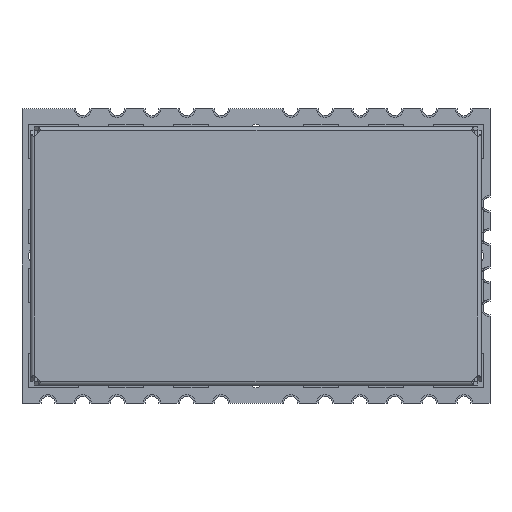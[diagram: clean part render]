
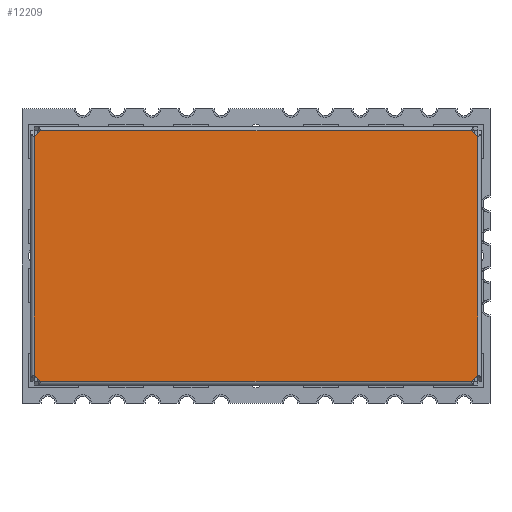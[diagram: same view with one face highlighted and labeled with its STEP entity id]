
A CAD part, top view. The second image highlights one B-rep face of the part: STEP entity #12209.
In plain terms, the highlighted planar face has unit normal (0, 0, 1).
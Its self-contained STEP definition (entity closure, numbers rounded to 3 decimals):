
#3535=ORIENTED_EDGE('',*,*,#5449,.F.);
#3536=ORIENTED_EDGE('',*,*,#5450,.F.);
#3537=ORIENTED_EDGE('',*,*,#5451,.T.);
#3538=ORIENTED_EDGE('',*,*,#5452,.T.);
#3539=ORIENTED_EDGE('',*,*,#5453,.T.);
#3540=ORIENTED_EDGE('',*,*,#5454,.F.);
#3541=ORIENTED_EDGE('',*,*,#5455,.F.);
#3542=ORIENTED_EDGE('',*,*,#5456,.T.);
#5449=EDGE_CURVE('',#6623,#6624,#8007,.T.);
#5450=EDGE_CURVE('',#6625,#6623,#8008,.T.);
#5451=EDGE_CURVE('',#6625,#6626,#8009,.T.);
#5452=EDGE_CURVE('',#6626,#6627,#8010,.T.);
#5453=EDGE_CURVE('',#6627,#6628,#8011,.T.);
#5454=EDGE_CURVE('',#6629,#6628,#8012,.T.);
#5455=EDGE_CURVE('',#6630,#6629,#8013,.T.);
#5456=EDGE_CURVE('',#6630,#6624,#8014,.T.);
#6623=VERTEX_POINT('',#20120);
#6624=VERTEX_POINT('',#20121);
#6625=VERTEX_POINT('',#20123);
#6626=VERTEX_POINT('',#20125);
#6627=VERTEX_POINT('',#20127);
#6628=VERTEX_POINT('',#20129);
#6629=VERTEX_POINT('',#20131);
#6630=VERTEX_POINT('',#20133);
#8007=LINE('',#20119,#9367);
#8008=LINE('',#20122,#9368);
#8009=LINE('',#20124,#9369);
#8010=LINE('',#20126,#9370);
#8011=LINE('',#20128,#9371);
#8012=LINE('',#20130,#9372);
#8013=LINE('',#20132,#9373);
#8014=LINE('',#20134,#9374);
#9367=VECTOR('',#16311,1000.);
#9368=VECTOR('',#16312,1000.);
#9369=VECTOR('',#16313,1000.);
#9370=VECTOR('',#16314,1000.);
#9371=VECTOR('',#16315,1000.);
#9372=VECTOR('',#16316,1000.);
#9373=VECTOR('',#16317,1000.);
#9374=VECTOR('',#16318,1000.);
#10106=EDGE_LOOP('',(#3535,#3536,#3537,#3538,#3539,#3540,#3541,#3542));
#10928=FACE_BOUND('',#10106,.T.);
#11581=PLANE('',#13311);
#12209=ADVANCED_FACE('',(#10928),#11581,.F.);
#13311=AXIS2_PLACEMENT_3D('',#20118,#16309,#16310);
#16309=DIRECTION('',(0.,0.,-1.));
#16310=DIRECTION('',(-1.,0.,0.));
#16311=DIRECTION('',(1.,0.,0.));
#16312=DIRECTION('',(0.707,0.707,0.));
#16313=DIRECTION('',(0.,-1.,0.));
#16314=DIRECTION('',(0.707,-0.707,0.));
#16315=DIRECTION('',(1.,0.,0.));
#16316=DIRECTION('',(-0.707,-0.707,0.));
#16317=DIRECTION('',(0.,-1.,0.));
#16318=DIRECTION('',(-0.707,0.707,0.));
#20118=CARTESIAN_POINT('',(-13.,7.23,2.));
#20119=CARTESIAN_POINT('',(-13.,7.23,2.));
#20120=CARTESIAN_POINT('',(-12.426,7.23,2.));
#20121=CARTESIAN_POINT('',(12.426,7.23,2.));
#20122=CARTESIAN_POINT('',(-12.78,6.876,2.));
#20123=CARTESIAN_POINT('',(-12.78,6.876,2.));
#20124=CARTESIAN_POINT('',(-12.78,7.23,2.));
#20125=CARTESIAN_POINT('',(-12.78,-6.876,2.));
#20126=CARTESIAN_POINT('',(-12.78,-6.876,2.));
#20127=CARTESIAN_POINT('',(-12.426,-7.23,2.));
#20128=CARTESIAN_POINT('',(-13.,-7.23,2.));
#20129=CARTESIAN_POINT('',(12.426,-7.23,2.));
#20130=CARTESIAN_POINT('',(12.78,-6.876,2.));
#20131=CARTESIAN_POINT('',(12.78,-6.876,2.));
#20132=CARTESIAN_POINT('',(12.78,7.23,2.));
#20133=CARTESIAN_POINT('',(12.78,6.876,2.));
#20134=CARTESIAN_POINT('',(12.78,6.876,2.));
